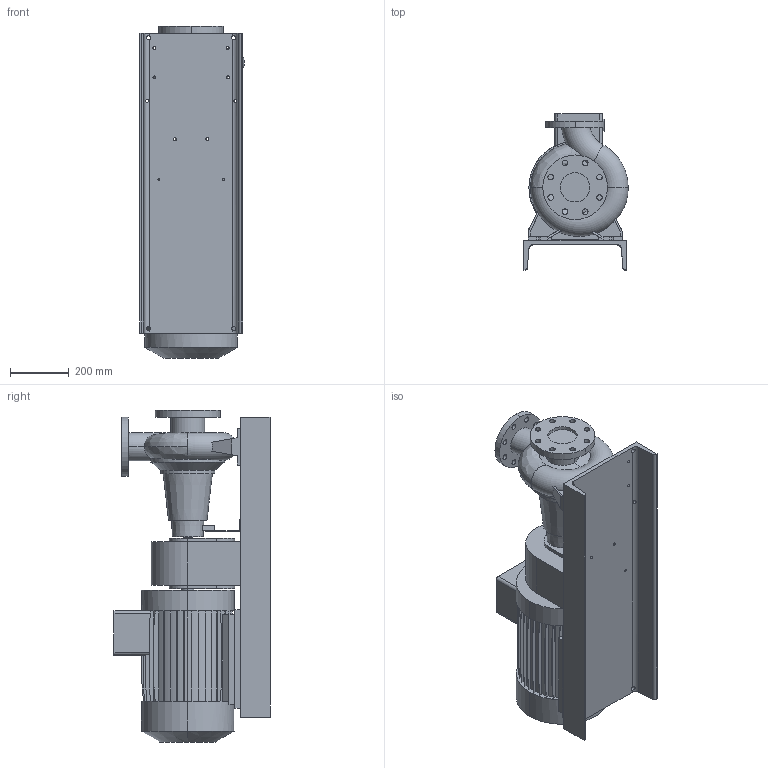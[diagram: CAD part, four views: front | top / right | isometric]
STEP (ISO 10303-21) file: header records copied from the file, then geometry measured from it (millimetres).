
FILE_DESCRIPTION (( 'STEP AP203' ), '1' );
FILE_NAME ('10018071swa00.step', '2023-07-07T12:25:29', ( '' ), ( '' ), 'SwSTEP 2.0', 'SolidWorks 2020', '' );
FILE_SCHEMA (( 'CONFIG_CONTROL_DESIGN' ));
Length unit declared in the file: millimetre
Products named in the file (5): 10018071swa00; 10018072swp00_160M L 2-6; 10018097swp00_MCG 15 N 80-160 160; 10017783swp00_80-160; 10012573swp00_230
Assembly tree (4 placements, depth 2):
  10018071swa00
    10017783swp00_80-160
    10018097swp00_MCG 15 N 80-160 160
    10018072swp00_160M L 2-6
    10012573swp00_230
Bounding box: 356 x 531 x 1130 mm (x, y, z)
Volume: 73086187.7 mm3; surface area: 3325179.3 mm2
Topology: 6 solids, 6 shells, 557 faces, 1582 edges, 1049 vertices
Faces by surface type: plane 371, cylinder 169, cone 10, torus 5, bspline 2
Entity records: 20588 total; most frequent: CARTESIAN_POINT 5202, ORIENTED_EDGE 3164, DIRECTION 3002, EDGE_CURVE 1582, LINE 1152, VECTOR 1152, VERTEX_POINT 1049, AXIS2_PLACEMENT_3D 925
